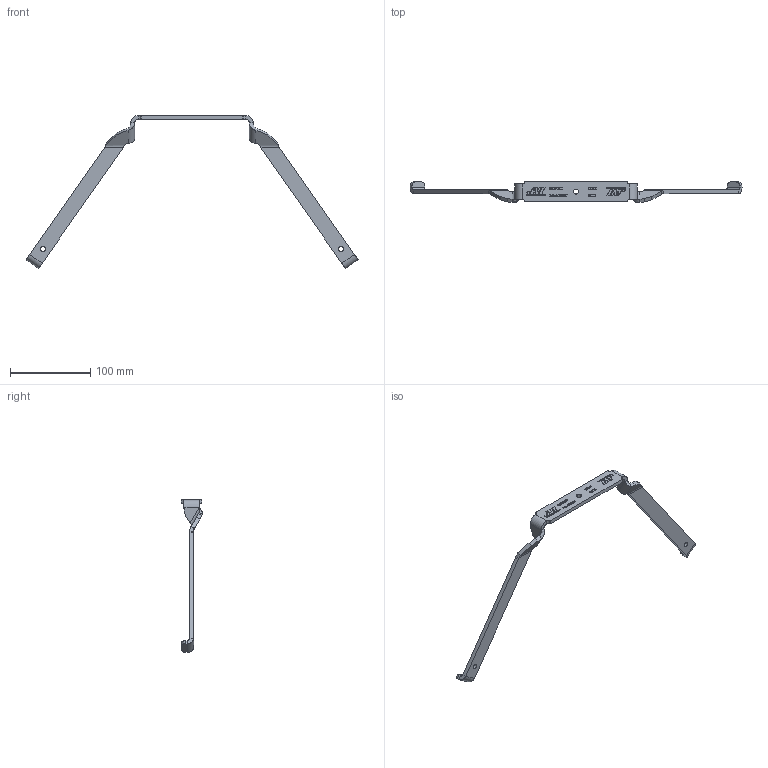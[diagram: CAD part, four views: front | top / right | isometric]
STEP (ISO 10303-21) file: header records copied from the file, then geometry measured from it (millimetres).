
FILE_DESCRIPTION (( 'STEP AP214' ), '1' );
FILE_NAME ('Mini-V_Square.STEP', '2016-02-11T23:31:30', ( 'Temp' ), ( '' ), 'SwSTEP 2.0', 'SolidWorks 2010', '' );
FILE_SCHEMA (( 'AUTOMOTIVE_DESIGN' ));
Length unit declared in the file: inch
Products named in the file (1): Mini-V_Square
Bounding box: 412.76 x 26.42 x 190.08 mm (x, y, z)
Volume: 58948.4 mm3; surface area: 31311.7 mm2
Topology: 1 solids, 1 shells, 583 faces, 1520 edges, 998 vertices
Faces by surface type: plane 380, bspline 143, cylinder 60
Entity records: 29955 total; most frequent: CARTESIAN_POINT 16631, ORIENTED_EDGE 3040, DIRECTION 2125, EDGE_CURVE 1520, LINE 1105, VECTOR 1105, VERTEX_POINT 998, EDGE_LOOP 648
